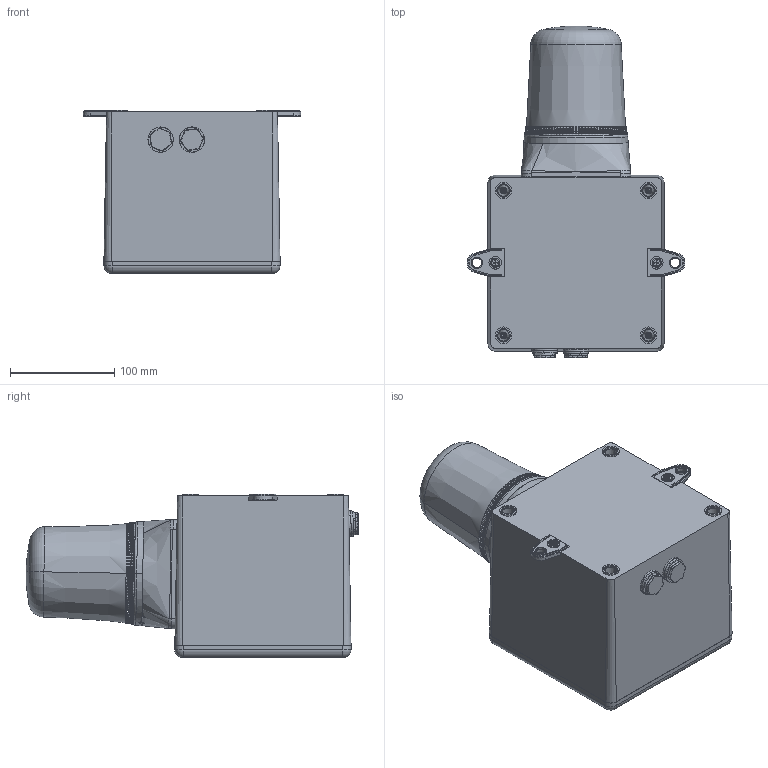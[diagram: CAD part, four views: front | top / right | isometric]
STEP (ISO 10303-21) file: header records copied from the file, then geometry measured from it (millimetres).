
FILE_DESCRIPTION (( 'STEP AP203' ), '1' );
FILE_NAME ('D118-05-501-3D_Issue_A.STEP', '2021-06-30T11:55:16', ( '' ), ( '' ), 'SwSTEP 2.0', 'SolidWorks 2021', '' );
FILE_SCHEMA (( 'CONFIG_CONTROL_DESIGN' ));
Length unit declared in the file: millimetre
Products named in the file (1): D118-05-501-3D_Issue_A
Bounding box: 208.95 x 318.47 x 156.5 mm (x, y, z)
Surface area: 292033.5 mm2 (no closed solid volume)
Topology: 0 solids, 42 shells, 1590 faces, 5496 edges, 3773 vertices
Faces by surface type: cone 534, plane 457, torus 292, cylinder 252, bspline 53, sphere 2
Entity records: 67863 total; most frequent: CARTESIAN_POINT 25338, ORIENTED_EDGE 9049, DIRECTION 7818, EDGE_CURVE 5489, VERTEX_POINT 3773, AXIS2_PLACEMENT_3D 3161, B_SPLINE_CURVE_WITH_KNOTS 2075, EDGE_LOOP 1645
